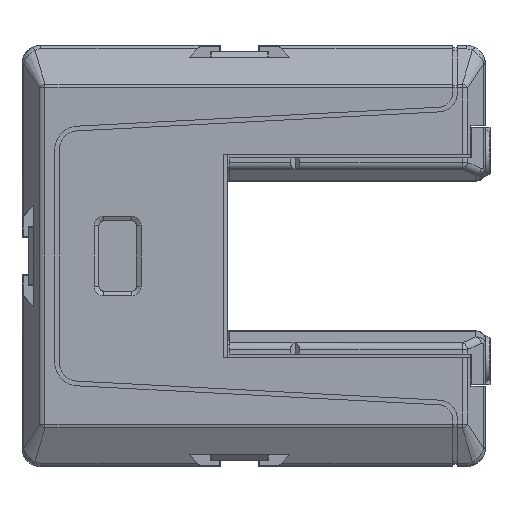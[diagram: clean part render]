
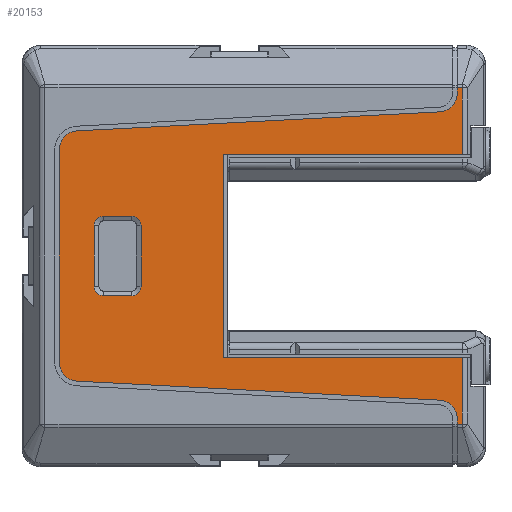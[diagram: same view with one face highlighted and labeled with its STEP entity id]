
A CAD part, left-side view. The second image highlights one B-rep face of the part: STEP entity #20153.
In plain terms, the highlighted planar face has unit normal (-1, 0, 0).
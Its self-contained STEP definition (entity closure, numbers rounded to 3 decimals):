
#47=DIRECTION('',(0.,0.,-1.));
#48=VECTOR('',#47,13.);
#49=CARTESIAN_POINT('',(-57.5,73.55,6.5));
#50=LINE('',#49,#48);
#55=DIRECTION('',(0.,-1.,0.));
#56=VECTOR('',#55,51.105);
#57=CARTESIAN_POINT('',(-57.5,56.,-21.7));
#58=LINE('',#57,#56);
#59=CARTESIAN_POINT('',(-57.5,4.895,-35.917));
#60=CARTESIAN_POINT('',(-57.5,4.895,-35.928));
#61=CARTESIAN_POINT('',(-57.5,4.901,-35.938));
#62=CARTESIAN_POINT('',(-57.5,4.91,-35.938));
#64=CARTESIAN_POINT('',(-57.5,10.,-34.796));
#65=DIRECTION('',(-1.,0.,0.));
#66=DIRECTION('',(0.,-1.,0.));
#67=AXIS2_PLACEMENT_3D('',#64,#65,#66);
#69=DIRECTION('',(0.,0.999,0.052));
#70=VECTOR('',#69,77.525);
#71=CARTESIAN_POINT('',(-57.5,9.791,-30.801));
#72=LINE('',#71,#70);
#73=CARTESIAN_POINT('',(-57.5,87.,-22.749));
#74=DIRECTION('',(1.,0.,0.));
#75=DIRECTION('',(0.,0.052,-0.999));
#76=AXIS2_PLACEMENT_3D('',#73,#74,#75);
#78=DIRECTION('',(0.,0.,1.));
#79=VECTOR('',#78,45.499);
#80=CARTESIAN_POINT('',(-57.5,91.,-22.749));
#81=LINE('',#80,#79);
#82=CARTESIAN_POINT('',(-57.5,87.,22.749));
#83=DIRECTION('',(1.,0.,0.));
#84=DIRECTION('',(0.,1.,0.));
#85=AXIS2_PLACEMENT_3D('',#82,#83,#84);
#87=DIRECTION('',(0.,-0.999,0.052));
#88=VECTOR('',#87,77.525);
#89=CARTESIAN_POINT('',(-57.5,87.209,26.744));
#90=LINE('',#89,#88);
#91=CARTESIAN_POINT('',(-57.5,10.,34.796));
#92=DIRECTION('',(-1.,0.,0.));
#93=DIRECTION('',(0.,-0.052,-0.999));
#94=AXIS2_PLACEMENT_3D('',#91,#92,#93);
#96=CARTESIAN_POINT('',(-57.5,4.91,35.938));
#97=CARTESIAN_POINT('',(-57.5,4.901,35.938));
#98=CARTESIAN_POINT('',(-57.5,4.895,35.928));
#99=CARTESIAN_POINT('',(-57.5,4.895,35.917));
#101=DIRECTION('',(0.,1.,0.));
#102=VECTOR('',#101,51.105);
#103=CARTESIAN_POINT('',(-57.5,4.895,21.7));
#104=LINE('',#103,#102);
#105=CARTESIAN_POINT('',(-57.5,81.55,-6.5));
#106=DIRECTION('',(-1.,0.,0.));
#107=DIRECTION('',(0.,1.,0.));
#108=AXIS2_PLACEMENT_3D('',#105,#106,#107);
#110=DIRECTION('',(0.,-1.,0.));
#111=VECTOR('',#110,6.);
#112=CARTESIAN_POINT('',(-57.5,81.55,-8.5));
#113=LINE('',#112,#111);
#114=CARTESIAN_POINT('',(-57.5,75.55,-6.5));
#115=DIRECTION('',(-1.,0.,0.));
#116=DIRECTION('',(0.,0.,-1.));
#117=AXIS2_PLACEMENT_3D('',#114,#115,#116);
#119=CARTESIAN_POINT('',(-57.5,75.55,6.5));
#120=DIRECTION('',(-1.,0.,0.));
#121=DIRECTION('',(0.,-1.,0.));
#122=AXIS2_PLACEMENT_3D('',#119,#120,#121);
#124=DIRECTION('',(0.,1.,0.));
#125=VECTOR('',#124,6.);
#126=CARTESIAN_POINT('',(-57.5,75.55,8.5));
#127=LINE('',#126,#125);
#128=CARTESIAN_POINT('',(-57.5,81.55,6.5));
#129=DIRECTION('',(-1.,0.,0.));
#130=DIRECTION('',(0.,0.,1.));
#131=AXIS2_PLACEMENT_3D('',#128,#129,#130);
#137=DIRECTION('',(0.,0.,1.));
#138=VECTOR('',#137,43.4);
#139=CARTESIAN_POINT('',(-57.5,56.,-21.7));
#140=LINE('',#139,#138);
#491=DIRECTION('',(0.,0.,-1.));
#492=VECTOR('',#491,1.142);
#493=CARTESIAN_POINT('',(-57.5,6.,35.938));
#494=LINE('',#493,#492);
#4857=DIRECTION('',(0.,0.,1.));
#4858=VECTOR('',#4857,14.217);
#4859=CARTESIAN_POINT('',(-57.5,4.895,21.7));
#4860=LINE('',#4859,#4858);
#4891=DIRECTION('',(0.,1.,0.));
#4892=VECTOR('',#4891,1.09);
#4893=CARTESIAN_POINT('',(-57.5,4.91,35.938));
#4894=LINE('',#4893,#4892);
#6497=DIRECTION('',(0.,0.,-1.));
#6498=VECTOR('',#6497,1.142);
#6499=CARTESIAN_POINT('',(-57.5,6.,-34.796));
#6500=LINE('',#6499,#6498);
#9320=DIRECTION('',(0.,-1.,0.));
#9321=VECTOR('',#9320,1.09);
#9322=CARTESIAN_POINT('',(-57.5,6.,-35.938));
#9323=LINE('',#9322,#9321);
#9354=DIRECTION('',(0.,0.,1.));
#9355=VECTOR('',#9354,14.217);
#9356=CARTESIAN_POINT('',(-57.5,4.895,-35.917));
#9357=LINE('',#9356,#9355);
#15910=DIRECTION('',(0.,0.,1.));
#15911=VECTOR('',#15910,13.);
#15912=CARTESIAN_POINT('',(-57.5,83.55,
-6.5));
#15913=LINE('',#15912,#15911);
#16042=CARTESIAN_POINT('',(-57.5,81.55,8.5));
#16043=CARTESIAN_POINT('',(-57.5,83.55,6.5));
#16044=VERTEX_POINT('',#16042);
#16045=VERTEX_POINT('',#16043);
#16046=CARTESIAN_POINT('',(-57.5,73.55,6.5));
#16047=CARTESIAN_POINT('',(-57.5,75.55,8.5));
#16048=VERTEX_POINT('',#16046);
#16049=VERTEX_POINT('',#16047);
#16050=CARTESIAN_POINT('',(-57.5,91.,22.749));
#16051=CARTESIAN_POINT('',(-57.5,87.209,26.744));
#16052=VERTEX_POINT('',#16050);
#16053=VERTEX_POINT('',#16051);
#16054=CARTESIAN_POINT('',(-57.5,9.791,30.801));
#16055=VERTEX_POINT('',#16054);
#16056=CARTESIAN_POINT('',(-57.5,6.,34.796));
#16057=VERTEX_POINT('',#16056);
#16058=CARTESIAN_POINT('',(-57.5,6.,35.938));
#16059=VERTEX_POINT('',#16058);
#16060=CARTESIAN_POINT('',(-57.5,4.91,35.938));
#16061=VERTEX_POINT('',#16060);
#16062=VERTEX_POINT('',#99);
#16063=CARTESIAN_POINT('',(-57.5,4.895,21.7));
#16064=VERTEX_POINT('',#16063);
#16065=CARTESIAN_POINT('',(-57.5,56.,21.7));
#16066=VERTEX_POINT('',#16065);
#16530=CARTESIAN_POINT('',(-57.5,9.791,-30.801));
#16531=CARTESIAN_POINT('',(-57.5,87.209,-26.744));
#16532=VERTEX_POINT('',#16530);
#16533=VERTEX_POINT('',#16531);
#16625=CARTESIAN_POINT('',(-57.5,56.,-21.7));
#16626=CARTESIAN_POINT('',(-57.5,4.895,-21.7));
#16627=VERTEX_POINT('',#16625);
#16628=VERTEX_POINT('',#16626);
#16629=CARTESIAN_POINT('',(-57.5,4.895,-35.917));
#16630=VERTEX_POINT('',#16629);
#16631=VERTEX_POINT('',#62);
#16632=CARTESIAN_POINT('',(-57.5,6.,-35.938));
#16633=VERTEX_POINT('',#16632);
#16634=CARTESIAN_POINT('',(-57.5,6.,-34.796));
#16635=VERTEX_POINT('',#16634);
#16636=CARTESIAN_POINT('',(-57.5,91.,-22.749));
#16637=VERTEX_POINT('',#16636);
#16638=CARTESIAN_POINT('',(-57.5,83.55,-6.5));
#16639=CARTESIAN_POINT('',(-57.5,81.55,-8.5));
#16640=VERTEX_POINT('',#16638);
#16641=VERTEX_POINT('',#16639);
#16642=CARTESIAN_POINT('',(-57.5,75.55,
-8.5));
#16643=VERTEX_POINT('',#16642);
#16644=CARTESIAN_POINT('',(-57.5,73.55,-6.5));
#16645=VERTEX_POINT('',#16644);
#20093=CARTESIAN_POINT('',(-57.5,0.,18.));
#20094=DIRECTION('',(-1.,0.,0.));
#20095=DIRECTION('',(0.,0.,1.));
#20096=AXIS2_PLACEMENT_3D('',#20093,#20094,#20095);
#20097=PLANE('',#20096);
#20099=ORIENTED_EDGE('',*,*,#20098,.F.);
#20101=ORIENTED_EDGE('',*,*,#20100,.T.);
#20103=ORIENTED_EDGE('',*,*,#20102,.F.);
#20105=ORIENTED_EDGE('',*,*,#20104,.T.);
#20107=ORIENTED_EDGE('',*,*,#20106,.F.);
#20109=ORIENTED_EDGE('',*,*,#20108,.F.);
#20111=ORIENTED_EDGE('',*,*,#20110,.T.);
#20113=ORIENTED_EDGE('',*,*,#20112,.T.);
#20115=ORIENTED_EDGE('',*,*,#20114,.T.);
#20117=ORIENTED_EDGE('',*,*,#20116,.T.);
#20119=ORIENTED_EDGE('',*,*,#20118,.T.);
#20121=ORIENTED_EDGE('',*,*,#20120,.T.);
#20123=ORIENTED_EDGE('',*,*,#20122,.T.);
#20125=ORIENTED_EDGE('',*,*,#20124,.F.);
#20127=ORIENTED_EDGE('',*,*,#20126,.F.);
#20129=ORIENTED_EDGE('',*,*,#20128,.T.);
#20131=ORIENTED_EDGE('',*,*,#20130,.F.);
#20133=ORIENTED_EDGE('',*,*,#20132,.T.);
#20134=EDGE_LOOP('',(#20099,#20101,#20103,#20105,#20107,#20109,#20111,#20113,
#20115,#20117,#20119,#20121,#20123,#20125,#20127,#20129,#20131,#20133));
#20135=FACE_OUTER_BOUND('',#20134,.F.);
#20137=ORIENTED_EDGE('',*,*,#20136,.F.);
#20139=ORIENTED_EDGE('',*,*,#20138,.T.);
#20141=ORIENTED_EDGE('',*,*,#20140,.T.);
#20143=ORIENTED_EDGE('',*,*,#20142,.T.);
#20144=ORIENTED_EDGE('',*,*,#20076,.F.);
#20146=ORIENTED_EDGE('',*,*,#20145,.T.);
#20148=ORIENTED_EDGE('',*,*,#20147,.T.);
#20150=ORIENTED_EDGE('',*,*,#20149,.T.);
#20151=EDGE_LOOP('',(#20137,#20139,#20141,#20143,#20144,#20146,#20148,#20150));
#20152=FACE_BOUND('',#20151,.F.);
#20153=ADVANCED_FACE('',(#20135,#20152),#20097,.T.);
#63=B_SPLINE_CURVE_WITH_KNOTS('',3,(#59,#60,#61,#62),.UNSPECIFIED.,.F.,.F.,(4,
4),(0.,1.),.UNSPECIFIED.);
#68=CIRCLE('',#67,4.);
#77=CIRCLE('',#76,4.);
#86=CIRCLE('',#85,4.);
#95=CIRCLE('',#94,4.);
#100=B_SPLINE_CURVE_WITH_KNOTS('',3,(#96,#97,#98,#99),.UNSPECIFIED.,.F.,.F.,(4,
4),(0.,1.),.UNSPECIFIED.);
#109=CIRCLE('',#108,2.);
#118=CIRCLE('',#117,2.);
#123=CIRCLE('',#122,2.);
#132=CIRCLE('',#131,2.);
#20076=EDGE_CURVE('',#16048,#16645,#50,.T.);
#20098=EDGE_CURVE('',#16627,#16066,#140,.T.);
#20100=EDGE_CURVE('',#16627,#16628,#58,.T.);
#20102=EDGE_CURVE('',#16630,#16628,#9357,.T.);
#20104=EDGE_CURVE('',#16630,#16631,#63,.T.);
#20106=EDGE_CURVE('',#16633,#16631,#9323,.T.);
#20108=EDGE_CURVE('',#16635,#16633,#6500,.T.);
#20110=EDGE_CURVE('',#16635,#16532,#68,.T.);
#20112=EDGE_CURVE('',#16532,#16533,#72,.T.);
#20114=EDGE_CURVE('',#16533,#16637,#77,.T.);
#20116=EDGE_CURVE('',#16637,#16052,#81,.T.);
#20118=EDGE_CURVE('',#16052,#16053,#86,.T.);
#20120=EDGE_CURVE('',#16053,#16055,#90,.T.);
#20122=EDGE_CURVE('',#16055,#16057,#95,.T.);
#20124=EDGE_CURVE('',#16059,#16057,#494,.T.);
#20126=EDGE_CURVE('',#16061,#16059,#4894,.T.);
#20128=EDGE_CURVE('',#16061,#16062,#100,.T.);
#20130=EDGE_CURVE('',#16064,#16062,#4860,.T.);
#20132=EDGE_CURVE('',#16064,#16066,#104,.T.);
#20136=EDGE_CURVE('',#16640,#16045,#15913,.T.);
#20138=EDGE_CURVE('',#16640,#16641,#109,.T.);
#20140=EDGE_CURVE('',#16641,#16643,#113,.T.);
#20142=EDGE_CURVE('',#16643,#16645,#118,.T.);
#20145=EDGE_CURVE('',#16048,#16049,#123,.T.);
#20147=EDGE_CURVE('',#16049,#16044,#127,.T.);
#20149=EDGE_CURVE('',#16044,#16045,#132,.T.);
